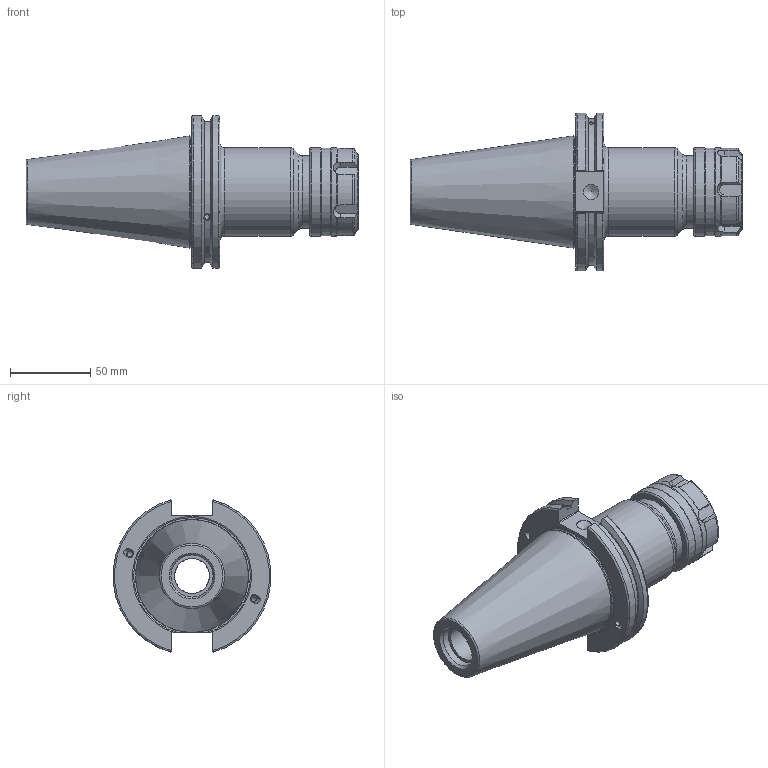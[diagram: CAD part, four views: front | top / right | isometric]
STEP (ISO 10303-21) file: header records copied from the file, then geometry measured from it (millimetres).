
FILE_DESCRIPTION(/* description */ (''),/* implementation_level */ '2;1');
FILE_NAME(/* name */ 'TC040_ CCT50ADB-SKA25-105.stp',/* time_stamp */ '2023-08-16T14:43:55+09:00',/* author */ ('YSH'),/* organization */ (''),/* preprocessor_version */ 'ST-DEVELOPER v18.1',/* originating_system */ 'Autodesk Inventor 2022',/* authorisation */ '');
FILE_SCHEMA (('AUTOMOTIVE_DESIGN { 1 0 10303 214 3 1 1 }'));
Length unit declared in the file: millimetre
Products named in the file (3): LO-CCT50ADB-SKA25-105; LO-CCT50ADB-SKA25-105_1; SKN13-NUT
Assembly tree (2 placements, depth 2):
  LO-CCT50ADB-SKA25-105
    LO-CCT50ADB-SKA25-105_1
    SKN13-NUT
Bounding box: 206.6 x 98.06 x 94.69 mm (x, y, z)
Volume: 453140.2 mm3; surface area: 75168.6 mm2
Topology: 2 solids, 2 shells, 167 faces, 449 edges, 295 vertices
Faces by surface type: plane 62, cone 42, cylinder 42, torus 21
Full cylindrical faces by diameter (mm): 3.242 x4, 4.134 x2, 4.2 x2, 5 x2, 9.525 x1, 21.5 x1, 21.971 x1, 26.2 x1, 26.848 x1, 30.5 x1, 34.2 x1, 36 x1, 42.98 x1, 43.376 x1, 45 x1, 45.4 x2, 54.6 x1, 55 x3, 69.25 x1
Entity records: 5877 total; most frequent: CARTESIAN_POINT 1714, ORIENTED_EDGE 892, DIRECTION 823, EDGE_CURVE 446, AXIS2_PLACEMENT_3D 337, VERTEX_POINT 295, EDGE_LOOP 191, FACE_OUTER_BOUND 167
